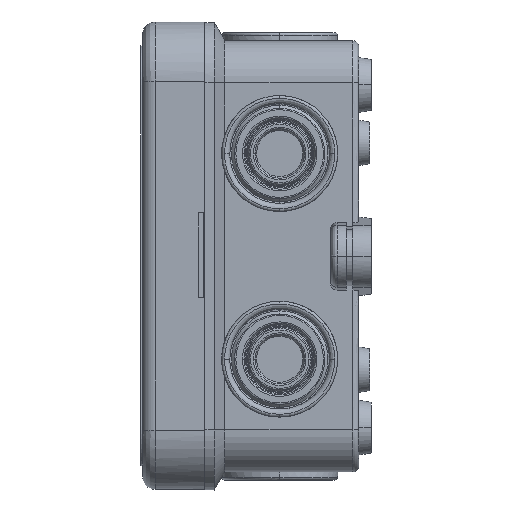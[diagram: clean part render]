
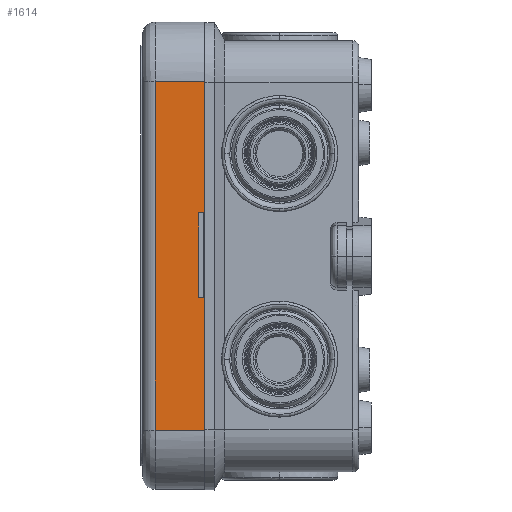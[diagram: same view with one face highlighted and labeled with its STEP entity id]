
A CAD part, left-side view. The second image highlights one B-rep face of the part: STEP entity #1614.
In plain terms, the highlighted planar face has unit normal (-1, 0, 0).
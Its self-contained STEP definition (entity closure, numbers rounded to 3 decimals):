
#1614=ADVANCED_FACE('',(#3337),#26005,.T.);
#3337=FACE_OUTER_BOUND('',#5060,.T.);
#5060=EDGE_LOOP('',(#13294,#13295,#13296,#13297,#13298,#13299,#13300,#13301));
#13294=ORIENTED_EDGE('',*,*,#17545,.F.);
#13295=ORIENTED_EDGE('',*,*,#17544,.T.);
#13296=ORIENTED_EDGE('',*,*,#17541,.T.);
#13297=ORIENTED_EDGE('',*,*,#16531,.T.);
#13298=ORIENTED_EDGE('',*,*,#16299,.T.);
#13299=ORIENTED_EDGE('',*,*,#16689,.T.);
#13300=ORIENTED_EDGE('',*,*,#16674,.T.);
#13301=ORIENTED_EDGE('',*,*,#16591,.T.);
#16299=EDGE_CURVE('',#23644,#23645,#19489,.T.);
#16531=EDGE_CURVE('',#23837,#23644,#19705,.T.);
#16591=EDGE_CURVE('',#23884,#23883,#19754,.T.);
#16674=EDGE_CURVE('',#23912,#23884,#19827,.T.);
#16689=EDGE_CURVE('',#23645,#23912,#19840,.T.);
#17541=EDGE_CURVE('',#24382,#23837,#20604,.T.);
#17544=EDGE_CURVE('',#24383,#24382,#20605,.T.);
#17545=EDGE_CURVE('',#24383,#23883,#20606,.T.);
#19489=B_SPLINE_CURVE_WITH_KNOTS('',1,(#64753,#64754),.UNSPECIFIED.,.F.,
 .F.,(2,2),(0.,1.),.UNSPECIFIED.);
#19705=B_SPLINE_CURVE_WITH_KNOTS('',1,(#65237,#65238),.UNSPECIFIED.,.F.,
 .F.,(2,2),(-21.35,0.),.UNSPECIFIED.);
#19754=B_SPLINE_CURVE_WITH_KNOTS('',1,(#65368,#65369),.UNSPECIFIED.,.F.,
 .F.,(2,2),(-21.15,0.),.UNSPECIFIED.);
#19827=B_SPLINE_CURVE_WITH_KNOTS('',1,(#65544,#65545),.UNSPECIFIED.,.F.,
 .F.,(2,2),(0.,1.),.UNSPECIFIED.);
#19840=B_SPLINE_CURVE_WITH_KNOTS('',1,(#65576,#65577),.UNSPECIFIED.,.F.,
 .F.,(2,2),(-13.5,0.),.UNSPECIFIED.);
#20604=B_SPLINE_CURVE_WITH_KNOTS('',1,(#67388,#67389),.UNSPECIFIED.,.F.,
 .F.,(2,2),(0.,8.),.UNSPECIFIED.);
#20605=B_SPLINE_CURVE_WITH_KNOTS('',1,(#67396,#67397),.UNSPECIFIED.,.F.,
 .F.,(2,2),(0.,56.),.UNSPECIFIED.);
#20606=B_SPLINE_CURVE_WITH_KNOTS('',1,(#67398,#67399),.UNSPECIFIED.,.F.,
 .F.,(2,2),(-8.,0.),.UNSPECIFIED.);
#23644=VERTEX_POINT('',#61953);
#23645=VERTEX_POINT('',#61954);
#23837=VERTEX_POINT('',#62146);
#23883=VERTEX_POINT('',#62192);
#23884=VERTEX_POINT('',#62193);
#23912=VERTEX_POINT('',#62221);
#24382=VERTEX_POINT('',#62691);
#24383=VERTEX_POINT('',#62692);
#26005=PLANE('',#27131);
#27131=AXIS2_PLACEMENT_3D('',#60443,#28086,$);
#28086=DIRECTION('',(-1.,0.,0.));
#60443=CARTESIAN_POINT('',(-37.5,33.501,-67.093));
#61953=CARTESIAN_POINT('',(-37.5,24.7,-40.142));
#61954=CARTESIAN_POINT('',(-37.5,25.7,-40.142));
#62146=CARTESIAN_POINT('',(-37.5,24.7,-61.492));
#62192=CARTESIAN_POINT('',(-37.5,24.7,-5.492));
#62193=CARTESIAN_POINT('',(-37.5,24.7,-26.642));
#62221=CARTESIAN_POINT('',(-37.5,25.7,-26.642));
#62691=CARTESIAN_POINT('',(-37.5,32.7,-61.492));
#62692=CARTESIAN_POINT('',(-37.5,32.7,-5.492));
#64753=CARTESIAN_POINT('',(-37.5,24.7,-40.142));
#64754=CARTESIAN_POINT('',(-37.5,25.7,-40.142));
#65237=CARTESIAN_POINT('',(-37.5,24.7,-61.492));
#65238=CARTESIAN_POINT('',(-37.5,24.7,-40.142));
#65368=CARTESIAN_POINT('',(-37.5,24.7,-26.642));
#65369=CARTESIAN_POINT('',(-37.5,24.7,-5.492));
#65544=CARTESIAN_POINT('',(-37.5,25.7,-26.642));
#65545=CARTESIAN_POINT('',(-37.5,24.7,-26.642));
#65576=CARTESIAN_POINT('',(-37.5,25.7,-40.142));
#65577=CARTESIAN_POINT('',(-37.5,25.7,-26.642));
#67388=CARTESIAN_POINT('',(-37.5,32.7,-61.492));
#67389=CARTESIAN_POINT('',(-37.5,24.7,-61.492));
#67396=CARTESIAN_POINT('',(-37.5,32.7,-5.492));
#67397=CARTESIAN_POINT('',(-37.5,32.7,-61.492));
#67398=CARTESIAN_POINT('',(-37.5,32.7,-5.492));
#67399=CARTESIAN_POINT('',(-37.5,24.7,-5.492));
